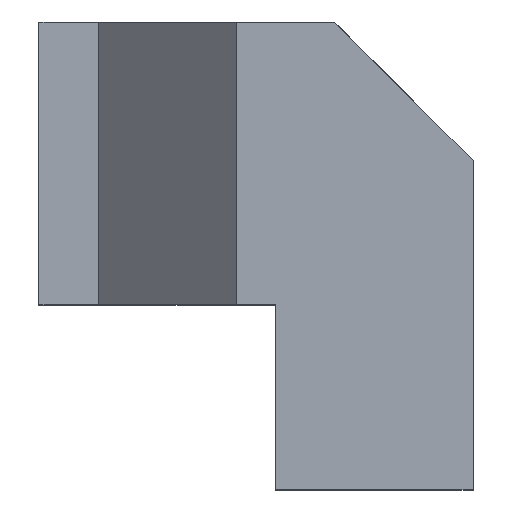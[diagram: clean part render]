
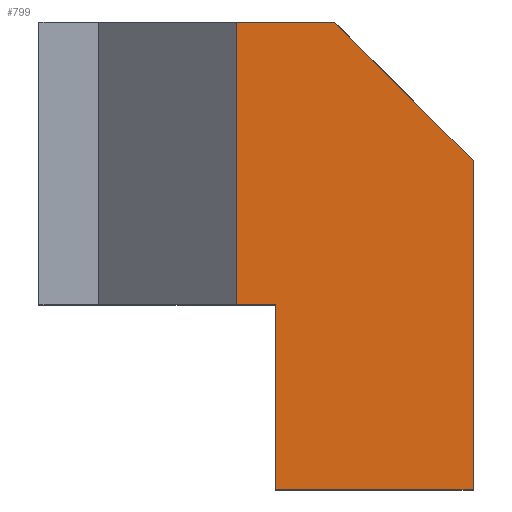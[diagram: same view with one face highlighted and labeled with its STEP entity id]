
A CAD part, top view. The second image highlights one B-rep face of the part: STEP entity #799.
In plain terms, the highlighted planar face has unit normal (0, 0, 1).
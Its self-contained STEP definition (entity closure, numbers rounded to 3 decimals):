
#62=FACE_OUTER_BOUND('',#104,.T.);
#104=EDGE_LOOP('',(#699,#700,#701,#702,#703,#704,#705));
#130=LINE('',#1115,#234);
#157=LINE('',#1168,#261);
#164=LINE('',#1181,#268);
#174=LINE('',#1203,#278);
#201=LINE('',#1267,#305);
#205=LINE('',#1276,#309);
#212=LINE('',#1288,#316);
#234=VECTOR('',#898,10.);
#261=VECTOR('',#941,10.);
#268=VECTOR('',#952,10.);
#278=VECTOR('',#972,10.);
#305=VECTOR('',#1037,10.);
#309=VECTOR('',#1045,10.);
#316=VECTOR('',#1056,10.);
#338=VERTEX_POINT('',#1112);
#339=VERTEX_POINT('',#1114);
#357=VERTEX_POINT('',#1167);
#361=VERTEX_POINT('',#1179);
#368=VERTEX_POINT('',#1201);
#386=VERTEX_POINT('',#1265);
#389=VERTEX_POINT('',#1275);
#414=EDGE_CURVE('',#339,#338,#130,.T.);
#441=EDGE_CURVE('',#339,#357,#157,.T.);
#448=EDGE_CURVE('',#338,#361,#164,.T.);
#459=EDGE_CURVE('',#368,#361,#174,.T.);
#491=EDGE_CURVE('',#368,#386,#201,.T.);
#495=EDGE_CURVE('',#357,#389,#205,.T.);
#502=EDGE_CURVE('',#389,#386,#212,.T.);
#699=ORIENTED_EDGE('',*,*,#441,.F.);
#700=ORIENTED_EDGE('',*,*,#414,.T.);
#701=ORIENTED_EDGE('',*,*,#448,.T.);
#702=ORIENTED_EDGE('',*,*,#459,.F.);
#703=ORIENTED_EDGE('',*,*,#491,.T.);
#704=ORIENTED_EDGE('',*,*,#502,.F.);
#705=ORIENTED_EDGE('',*,*,#495,.F.);
#759=PLANE('',#861);
#799=ADVANCED_FACE('',(#62),#759,.T.);
#861=AXIS2_PLACEMENT_3D('',#1287,#1054,#1055);
#898=DIRECTION('',(-1.,0.,0.));
#941=DIRECTION('',(0.707,-0.707,0.));
#952=DIRECTION('',(0.,-1.,0.));
#972=DIRECTION('',(-1.,0.,0.));
#1037=DIRECTION('',(0.,-1.,0.));
#1045=DIRECTION('',(0.,-1.,0.));
#1054=DIRECTION('center_axis',(0.,0.,1.));
#1055=DIRECTION('ref_axis',(-1.,0.,0.));
#1056=DIRECTION('',(-1.,0.,0.));
#1112=CARTESIAN_POINT('',(10.,0.,40.));
#1114=CARTESIAN_POINT('',(15.,0.,40.));
#1115=CARTESIAN_POINT('',(22.,0.,40.));
#1167=CARTESIAN_POINT('',(22.,-7.,40.));
#1168=CARTESIAN_POINT('',(18.5,-3.5,40.));
#1179=CARTESIAN_POINT('',(10.,-14.3,40.));
#1181=CARTESIAN_POINT('',(10.,0.,40.));
#1201=CARTESIAN_POINT('',(12.,-14.3,40.));
#1203=CARTESIAN_POINT('',(0.,-14.3,40.));
#1265=CARTESIAN_POINT('',(12.,-23.7,40.));
#1267=CARTESIAN_POINT('',(12.,0.,40.));
#1275=CARTESIAN_POINT('',(22.,-23.7,40.));
#1276=CARTESIAN_POINT('',(22.,0.,40.));
#1287=CARTESIAN_POINT('Origin',(22.,0.,40.));
#1288=CARTESIAN_POINT('',(22.,-23.7,40.));
